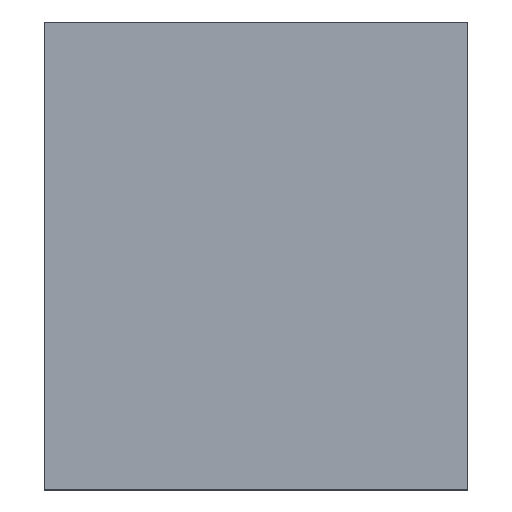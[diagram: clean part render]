
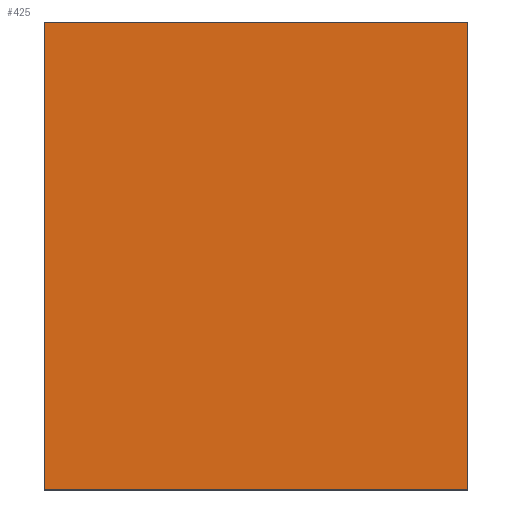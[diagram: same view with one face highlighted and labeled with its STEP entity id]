
A CAD part, top view. The second image highlights one B-rep face of the part: STEP entity #425.
In plain terms, the highlighted planar face has unit normal (0, 0, 1).
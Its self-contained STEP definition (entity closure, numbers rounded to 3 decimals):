
#407=AXIS2_PLACEMENT_3D('Plane Axis2P3D',#404,#405,#406) ;
#351=CARTESIAN_POINT('Vertex',(4.8,0.,2.7)) ;
#358=CARTESIAN_POINT('Vertex',(4.8,5.3,2.7)) ;
#361=CARTESIAN_POINT('Line Origine',(4.8,2.65,2.7)) ;
#378=CARTESIAN_POINT('Line Origine',(0.,2.65,2.7)) ;
#382=CARTESIAN_POINT('Vertex',(0.,0.,2.7)) ;
#384=CARTESIAN_POINT('Vertex',(0.,5.3,2.7)) ;
#404=CARTESIAN_POINT('Axis2P3D Location',(2.4,0.,2.7)) ;
#409=CARTESIAN_POINT('Line Origine',(2.4,5.3,2.7)) ;
#414=CARTESIAN_POINT('Line Origine',(2.4,0.,2.7)) ;
#362=DIRECTION('Vector Direction',(0.,1.,0.)) ;
#379=DIRECTION('Vector Direction',(0.,1.,0.)) ;
#405=DIRECTION('Axis2P3D Direction',(0.,0.,-1.)) ;
#406=DIRECTION('Axis2P3D XDirection',(0.,1.,0.)) ;
#410=DIRECTION('Vector Direction',(1.,0.,0.)) ;
#415=DIRECTION('Vector Direction',(1.,0.,0.)) ;
#363=VECTOR('Line Direction',#362,1.) ;
#380=VECTOR('Line Direction',#379,1.) ;
#411=VECTOR('Line Direction',#410,1.) ;
#416=VECTOR('Line Direction',#415,1.) ;
#420=ORIENTED_EDGE('',*,*,#365,.T.) ;
#421=ORIENTED_EDGE('',*,*,#413,.F.) ;
#422=ORIENTED_EDGE('',*,*,#386,.F.) ;
#423=ORIENTED_EDGE('',*,*,#418,.T.) ;
#425=ADVANCED_FACE('S3D gedreht',(#424),#408,.F.) ;
#365=EDGE_CURVE('',#352,#359,#364,.T.) ;
#386=EDGE_CURVE('',#383,#385,#381,.T.) ;
#413=EDGE_CURVE('',#385,#359,#412,.T.) ;
#418=EDGE_CURVE('',#383,#352,#417,.T.) ;
#419=EDGE_LOOP('',(#420,#421,#422,#423)) ;
#424=FACE_OUTER_BOUND('',#419,.T.) ;
#364=LINE('Line',#361,#363) ;
#381=LINE('Line',#378,#380) ;
#412=LINE('Line',#409,#411) ;
#417=LINE('Line',#414,#416) ;
#408=PLANE('',#407) ;
#352=VERTEX_POINT('',#351) ;
#359=VERTEX_POINT('',#358) ;
#383=VERTEX_POINT('',#382) ;
#385=VERTEX_POINT('',#384) ;
